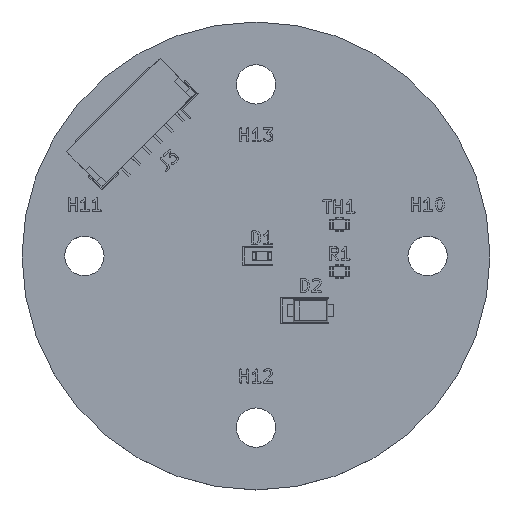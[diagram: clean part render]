
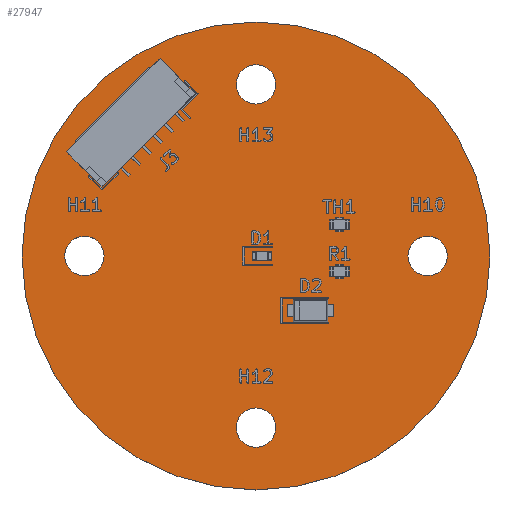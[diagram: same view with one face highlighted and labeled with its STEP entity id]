
A CAD part, top view. The second image highlights one B-rep face of the part: STEP entity #27947.
In plain terms, the highlighted planar face has unit normal (0, 0, 1).
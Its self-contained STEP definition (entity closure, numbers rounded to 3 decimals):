
#27868 = VERTEX_POINT('',#27869);
#27869 = CARTESIAN_POINT('',(120.65,-101.6,1.51));
#27875 = EDGE_CURVE('',#27868,#27868,#27876,.T.);
#27876 = CIRCLE('',#27877,19.05);
#27877 = AXIS2_PLACEMENT_3D('',#27878,#27879,#27880);
#27878 = CARTESIAN_POINT('',(101.6,-101.6,1.51));
#27879 = DIRECTION('',(0.,0.,1.));
#27880 = DIRECTION('',(1.,0.,-0.));
#27947 = ADVANCED_FACE('',(#27948,#27951,#27962,#27973,#27984),#27995,
  .T.);
#27948 = FACE_BOUND('',#27949,.T.);
#27949 = EDGE_LOOP('',(#27950));
#27950 = ORIENTED_EDGE('',*,*,#27875,.T.);
#27951 = FACE_BOUND('',#27952,.T.);
#27952 = EDGE_LOOP('',(#27953));
#27953 = ORIENTED_EDGE('',*,*,#27954,.T.);
#27954 = EDGE_CURVE('',#27955,#27955,#27957,.T.);
#27955 = VERTEX_POINT('',#27956);
#27956 = CARTESIAN_POINT('',(101.6,-117.17,1.51));
#27957 = CIRCLE('',#27958,1.6);
#27958 = AXIS2_PLACEMENT_3D('',#27959,#27960,#27961);
#27959 = CARTESIAN_POINT('',(101.6,-115.57,1.51));
#27960 = DIRECTION('',(-0.,0.,-1.));
#27961 = DIRECTION('',(-0.,-1.,0.));
#27962 = FACE_BOUND('',#27963,.T.);
#27963 = EDGE_LOOP('',(#27964));
#27964 = ORIENTED_EDGE('',*,*,#27965,.T.);
#27965 = EDGE_CURVE('',#27966,#27966,#27968,.T.);
#27966 = VERTEX_POINT('',#27967);
#27967 = CARTESIAN_POINT('',(87.63,-103.2,1.51));
#27968 = CIRCLE('',#27969,1.6);
#27969 = AXIS2_PLACEMENT_3D('',#27970,#27971,#27972);
#27970 = CARTESIAN_POINT('',(87.63,-101.6,1.51));
#27971 = DIRECTION('',(-0.,0.,-1.));
#27972 = DIRECTION('',(-0.,-1.,0.));
#27973 = FACE_BOUND('',#27974,.T.);
#27974 = EDGE_LOOP('',(#27975));
#27975 = ORIENTED_EDGE('',*,*,#27976,.T.);
#27976 = EDGE_CURVE('',#27977,#27977,#27979,.T.);
#27977 = VERTEX_POINT('',#27978);
#27978 = CARTESIAN_POINT('',(115.57,-103.2,1.51));
#27979 = CIRCLE('',#27980,1.6);
#27980 = AXIS2_PLACEMENT_3D('',#27981,#27982,#27983);
#27981 = CARTESIAN_POINT('',(115.57,-101.6,1.51));
#27982 = DIRECTION('',(-0.,0.,-1.));
#27983 = DIRECTION('',(-0.,-1.,0.));
#27984 = FACE_BOUND('',#27985,.T.);
#27985 = EDGE_LOOP('',(#27986));
#27986 = ORIENTED_EDGE('',*,*,#27987,.T.);
#27987 = EDGE_CURVE('',#27988,#27988,#27990,.T.);
#27988 = VERTEX_POINT('',#27989);
#27989 = CARTESIAN_POINT('',(101.6,-89.23,1.51));
#27990 = CIRCLE('',#27991,1.6);
#27991 = AXIS2_PLACEMENT_3D('',#27992,#27993,#27994);
#27992 = CARTESIAN_POINT('',(101.6,-87.63,1.51));
#27993 = DIRECTION('',(-0.,0.,-1.));
#27994 = DIRECTION('',(-0.,-1.,0.));
#27995 = PLANE('',#27996);
#27996 = AXIS2_PLACEMENT_3D('',#27997,#27998,#27999);
#27997 = CARTESIAN_POINT('',(0.,0.,1.51));
#27998 = DIRECTION('',(0.,0.,1.));
#27999 = DIRECTION('',(1.,0.,-0.));
